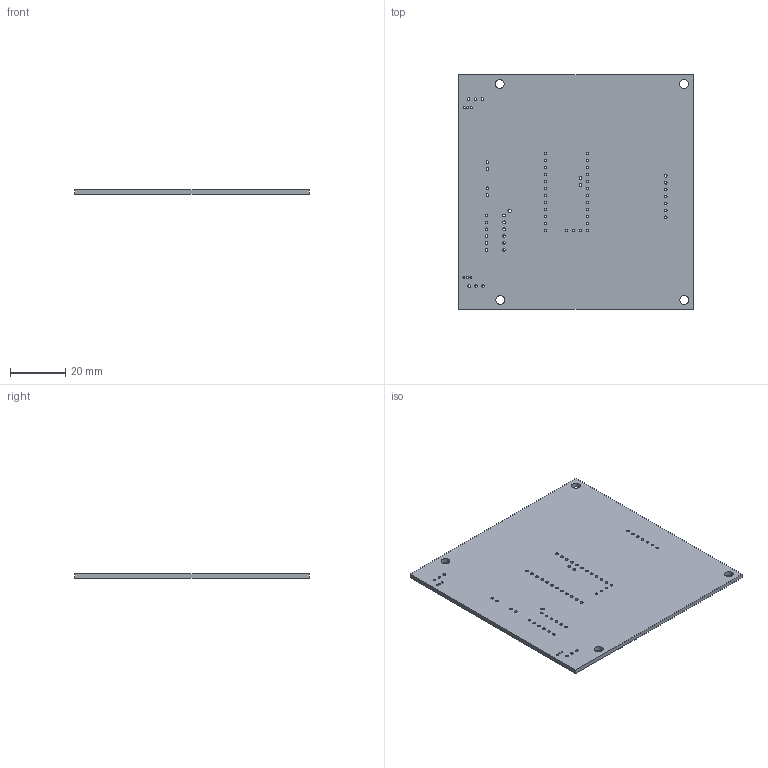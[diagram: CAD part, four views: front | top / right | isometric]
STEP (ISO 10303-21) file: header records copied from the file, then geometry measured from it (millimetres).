
FILE_DESCRIPTION(('KiCad electronic assembly'),'2;1');
FILE_NAME('BMS LTC6804-2.step','2024-01-08T18:58:08',('Pcbnew'),('Kicad' ),'Open CASCADE STEP processor 7.7','KiCad to STEP converter', 'Unknown');
FILE_SCHEMA(('AUTOMOTIVE_DESIGN { 1 0 10303 214 1 1 1 1 }'));
Length unit declared in the file: millimetre
Products named in the file (2): BMS LTC6804-2 1; BMS LTC6804-2 PCB
Assembly tree (1 placements, depth 2):
  BMS LTC6804-2 1
    BMS LTC6804-2 PCB
Bounding box: 85.09 x 85.09 x 1.6 mm (x, y, z)
Volume: 11457 mm3; surface area: 15243.4 mm2
Topology: 1 solids, 1 shells, 75 faces, 219 edges, 146 vertices
Faces by surface type: cylinder 69, plane 6
Full cylindrical faces by diameter (mm): 0.65 x6, 0.95 x25, 1 x4, 1.016 x29, 1.2 x1, 3.2 x4
Entity records: 6157 total; most frequent: CARTESIAN_POINT 1708, DIRECTION 811, ORIENTED_EDGE 438, PCURVE 438, DEFINITIONAL_REPRESENTATION 438, LINE 381, VECTOR 381, EDGE_CURVE 219
